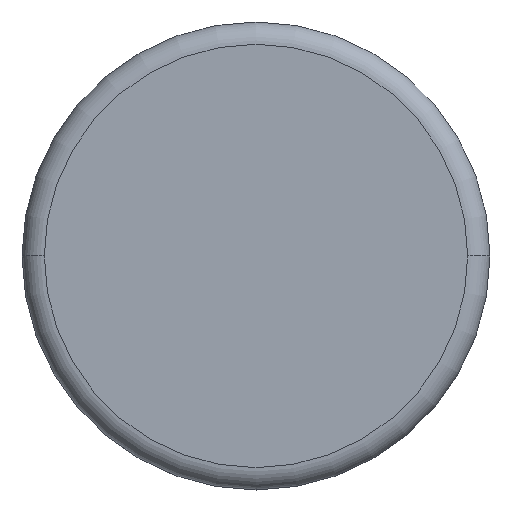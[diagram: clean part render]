
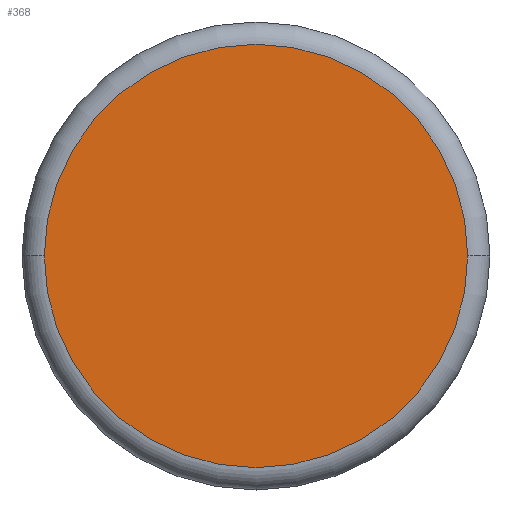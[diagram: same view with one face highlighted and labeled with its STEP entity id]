
A CAD part, top view. The second image highlights one B-rep face of the part: STEP entity #368.
In plain terms, the highlighted planar face has unit normal (0, 0, 1).
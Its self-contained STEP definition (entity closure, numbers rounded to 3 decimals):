
#309 = VERTEX_POINT ( 'NONE', #893 ) ;
#328 = VERTEX_POINT ( 'NONE', #1003 ) ;
#360 = ORIENTED_EDGE ( 'NONE', *, *, #369, .F. ) ;
#368 = ADVANCED_FACE ( 'NONE', ( #1118 ), #1266, .F. ) ;
#369 = EDGE_CURVE ( 'NONE', #328, #309, #1150, .T. ) ;
#371 = EDGE_LOOP ( 'NONE', ( #390, #360 ) ) ;
#390 = ORIENTED_EDGE ( 'NONE', *, *, #398, .F. ) ;
#398 = EDGE_CURVE ( 'NONE', #309, #328, #1102, .T. ) ;
#893 = CARTESIAN_POINT ( 'NONE',  ( -9.5, 0., 49. ) ) ;
#1003 = CARTESIAN_POINT ( 'NONE',  ( 9.5, 0., 49. ) ) ;
#1102 = CIRCLE ( 'NONE', #1224, 9.5 ) ;
#1112 = AXIS2_PLACEMENT_3D ( 'NONE', #1125, #1153, #1152 ) ;
#1118 = FACE_OUTER_BOUND ( 'NONE', #371, .T. ) ;
#1125 = CARTESIAN_POINT ( 'NONE',  ( 0., 0., 49. ) ) ;
#1147 = DIRECTION ( 'NONE',  ( -1., 0., 0. ) ) ;
#1148 = DIRECTION ( 'NONE',  ( 0., 0., -1. ) ) ;
#1149 = CARTESIAN_POINT ( 'NONE',  ( 0., 0., 49. ) ) ;
#1150 = CIRCLE ( 'NONE', #1255, 9.5 ) ;
#1152 = DIRECTION ( 'NONE',  ( -1., 0., 0. ) ) ;
#1153 = DIRECTION ( 'NONE',  ( 0., 0., -1. ) ) ;
#1207 = DIRECTION ( 'NONE',  ( -1., 0., 0. ) ) ;
#1208 = DIRECTION ( 'NONE',  ( 0., 0., -1. ) ) ;
#1209 = CARTESIAN_POINT ( 'NONE',  ( 0., 0., 49. ) ) ;
#1224 = AXIS2_PLACEMENT_3D ( 'NONE', #1209, #1208, #1207 ) ;
#1255 = AXIS2_PLACEMENT_3D ( 'NONE', #1149, #1148, #1147 ) ;
#1266 = PLANE ( 'NONE',  #1112 ) ;
